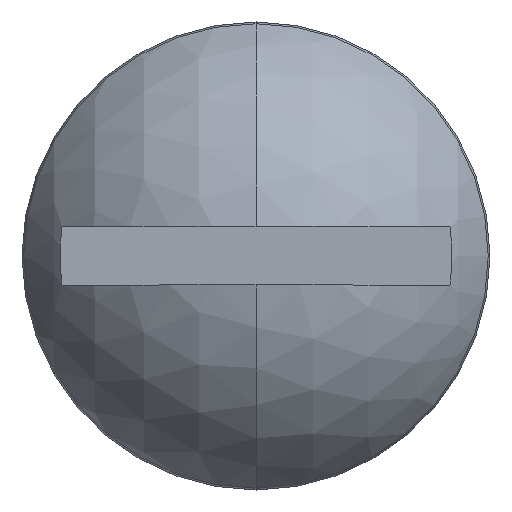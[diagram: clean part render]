
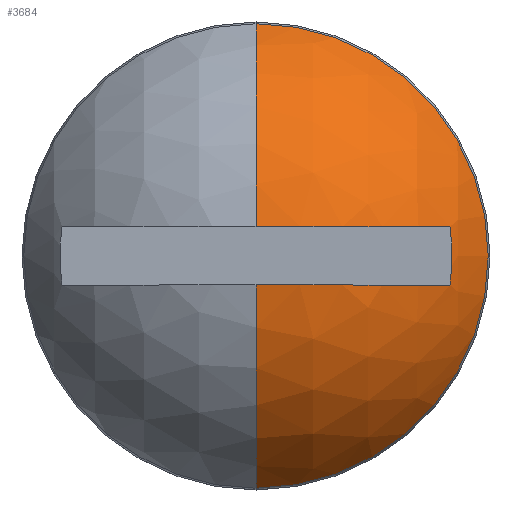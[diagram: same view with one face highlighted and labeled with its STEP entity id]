
A CAD part, top view. The second image highlights one B-rep face of the part: STEP entity #3684.
In plain terms, the highlighted spherical face has radius 4.313 mm.
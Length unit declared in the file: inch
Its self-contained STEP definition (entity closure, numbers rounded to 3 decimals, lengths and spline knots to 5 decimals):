
#480 = DIRECTION ( 'NONE',  ( 0., 1., 0. ) ) ;
#483 = CARTESIAN_POINT ( 'NONE',  ( 0., 0., -0.04981 ) ) ;
#485 = DIRECTION ( 'NONE',  ( 1., 0., 0. ) ) ;
#557 = AXIS2_PLACEMENT_3D ( 'NONE', #2049, #1974, #1973 ) ;
#814 = DIRECTION ( 'NONE',  ( 1., 0., 0. ) ) ;
#815 = DIRECTION ( 'NONE',  ( 0., 0., 1. ) ) ;
#817 = CARTESIAN_POINT ( 'NONE',  ( 0., 0., 0.06 ) ) ;
#819 = DIRECTION ( 'NONE',  ( 0., 0., 1. ) ) ;
#820 = DIRECTION ( 'NONE',  ( -1., 0., 0. ) ) ;
#821 = CARTESIAN_POINT ( 'NONE',  ( 0., 0., -0.04981 ) ) ;
#921 = DIRECTION ( 'NONE',  ( 0., 1., 0. ) ) ;
#922 = DIRECTION ( 'NONE',  ( 0., 0., -1. ) ) ;
#934 = CARTESIAN_POINT ( 'NONE',  ( 0., 0., 0.02316 ) ) ;
#1973 = DIRECTION ( 'NONE',  ( 0., 0., 1. ) ) ;
#1974 = DIRECTION ( 'NONE',  ( 0., 1., 0. ) ) ;
#1988 = DIRECTION ( 'NONE',  ( 0., 1., 0. ) ) ;
#1990 = DIRECTION ( 'NONE',  ( 1., 0., 0. ) ) ;
#1992 = CARTESIAN_POINT ( 'NONE',  ( 0., 0., -0.04981 ) ) ;
#2049 = CARTESIAN_POINT ( 'NONE',  ( 0., 0.01931, -0.04981 ) ) ;
#3283 = DIRECTION ( 'NONE',  ( 0., 0., -1. ) ) ;
#3284 = DIRECTION ( 'NONE',  ( 0., -1., 0. ) ) ;
#3285 = CARTESIAN_POINT ( 'NONE',  ( 0., -0.01931, -0.04981 ) ) ;
#3382 = CARTESIAN_POINT ( 'NONE',  ( 0.12808, -0.01931, 0.06 ) ) ;
#3386 = CARTESIAN_POINT ( 'NONE',  ( 0., 0.01931, 0.1189 ) ) ;
#3388 = CARTESIAN_POINT ( 'NONE',  ( 0., -0.15334, 0.02316 ) ) ;
#3407 = CARTESIAN_POINT ( 'NONE',  ( 0.12808, 0.01931, 0.06 ) ) ;
#3433 = CARTESIAN_POINT ( 'NONE',  ( 0., 0.15334, 0.02316 ) ) ;
#3434 = CARTESIAN_POINT ( 'NONE',  ( 0., -0.01931, 0.1189 ) ) ;
#3558 = AXIS2_PLACEMENT_3D ( 'NONE', #821, #820, #819 ) ;
#3559 = AXIS2_PLACEMENT_3D ( 'NONE', #817, #815, #814 ) ;
#3561 = AXIS2_PLACEMENT_3D ( 'NONE', #1992, #1990, #1988 ) ;
#3617 = EDGE_LOOP ( 'NONE', ( #3833, #4350, #4040, #3963, #3810, #4386 ) ) ;
#3684 = ADVANCED_FACE ( 'NONE', ( #4309 ), #4307, .T. ) ;
#3810 = ORIENTED_EDGE ( 'NONE', *, *, #4635, .T. ) ;
#3833 = ORIENTED_EDGE ( 'NONE', *, *, #4513, .T. ) ;
#3906 = VERTEX_POINT ( 'NONE', #3434 ) ;
#3953 = VERTEX_POINT ( 'NONE', #3433 ) ;
#3963 = ORIENTED_EDGE ( 'NONE', *, *, #4595, .F. ) ;
#4033 = VERTEX_POINT ( 'NONE', #3407 ) ;
#4040 = ORIENTED_EDGE ( 'NONE', *, *, #4559, .F. ) ;
#4078 = VERTEX_POINT ( 'NONE', #3388 ) ;
#4080 = VERTEX_POINT ( 'NONE', #3386 ) ;
#4132 = CIRCLE ( 'NONE', #3561, 0.16981 ) ;
#4137 = CIRCLE ( 'NONE', #557, 0.16871 ) ;
#4170 = CIRCLE ( 'NONE', #3558, 0.16981 ) ;
#4174 = CIRCLE ( 'NONE', #3559, 0.12953 ) ;
#4189 = CIRCLE ( 'NONE', #4762, 0.15334 ) ;
#4307 = SPHERICAL_SURFACE ( 'NONE', #4692, 0.16981 ) ;
#4309 = FACE_OUTER_BOUND ( 'NONE', #3617, .T. ) ;
#4341 = CIRCLE ( 'NONE', #4758, 0.16871 ) ;
#4350 = ORIENTED_EDGE ( 'NONE', *, *, #4634, .T. ) ;
#4386 = ORIENTED_EDGE ( 'NONE', *, *, #4596, .F. ) ;
#4389 = VERTEX_POINT ( 'NONE', #3382 ) ;
#4513 = EDGE_CURVE ( 'NONE', #4389, #3906, #4341, .T. ) ;
#4559 = EDGE_CURVE ( 'NONE', #3953, #4078, #4189, .T. ) ;
#4595 = EDGE_CURVE ( 'NONE', #4080, #3953, #4170, .T. ) ;
#4596 = EDGE_CURVE ( 'NONE', #4389, #4033, #4174, .T. ) ;
#4634 = EDGE_CURVE ( 'NONE', #3906, #4078, #4132, .T. ) ;
#4635 = EDGE_CURVE ( 'NONE', #4080, #4033, #4137, .T. ) ;
#4692 = AXIS2_PLACEMENT_3D ( 'NONE', #483, #485, #480 ) ;
#4758 = AXIS2_PLACEMENT_3D ( 'NONE', #3285, #3284, #3283 ) ;
#4762 = AXIS2_PLACEMENT_3D ( 'NONE', #934, #922, #921 ) ;
